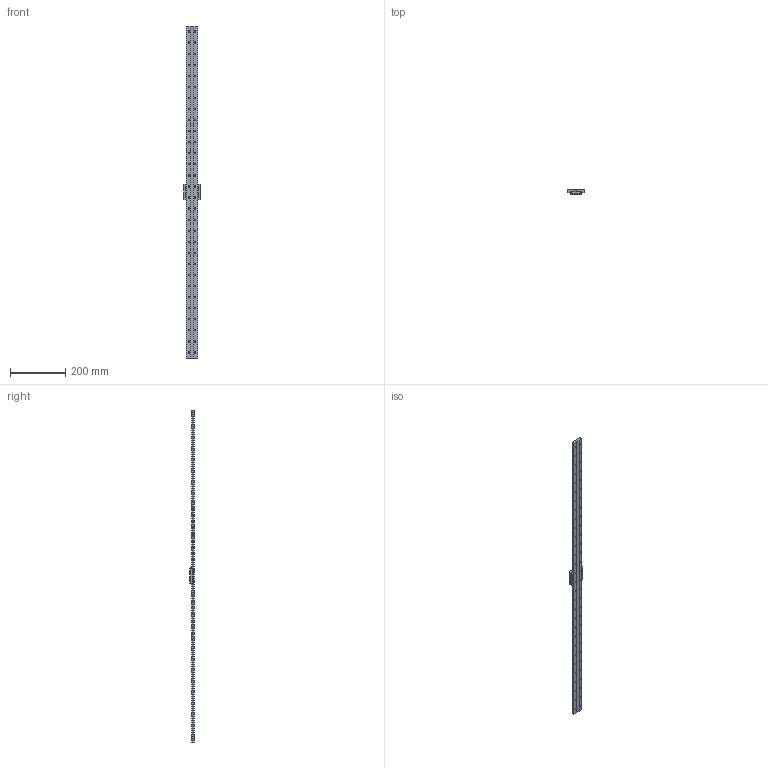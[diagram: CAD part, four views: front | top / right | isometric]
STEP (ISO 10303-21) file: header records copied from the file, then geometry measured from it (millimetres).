
FILE_DESCRIPTION (( 'STEP AP214' ), '1' );
FILE_NAME ('Linear-Guide-PE151200ARK1PCT-20-20-NSK.step', '2023-02-14T10:06:43', ( '' ), ( '' ), 'SwSTEP 2.0', 'SolidWorks 2010', '' );
FILE_SCHEMA (( 'AUTOMOTIVE_DESIGN' ));
Length unit declared in the file: millimetre
Products named in the file (7): Rail-P1E151200PKNPCT-20-20-NSK_Rail-P1E151200PKNPCT-20-20-NSK; Slider-PAE15ARS-NSK_Slider-PAE15ARS-NSK; End-Cap-PAE15ARS-NSK_End-Cap-PAE15ARS-NSK; End-Seal-PAE15ARS-NSK_End-Seal-PAE15ARS-NSK; Greasing-Nipple-3-NSK_Greasing-Nipple-3-NSK; Linear-Guide-PE151200ARK1PCT-20-20-NSK
Assembly tree (7 placements, depth 3):
  Linear-Guide-PE151200ARK1PCT-20-20-NSK
    Slider-PAE15ARS-NSK_Slider-PAE15ARS-NSK
      End-Seal-PAE15ARS-NSK_End-Seal-PAE15ARS-NSK  x2
      Greasing-Nipple-3-NSK_Greasing-Nipple-3-NSK
      End-Cap-PAE15ARS-NSK_End-Cap-PAE15ARS-NSK
      Slider-PAE15ARS-NSK_Slider-PAE15ARS-NSK
    Rail-P1E151200PKNPCT-20-20-NSK_Rail-P1E151200PKNPCT-20-20-NSK
Bounding box: 60 x 16 x 1200 mm (x, y, z)
Volume: 444921.9 mm3; surface area: 155098.1 mm2
Topology: 5 solids, 6 shells, 847 faces, 2073 edges, 1292 vertices
Faces by surface type: cylinder 348, cone 258, plane 237, sphere 4
Full cylindrical faces by diameter (mm): 3.175 x2
Entity records: 24033 total; most frequent: DIRECTION 4489, CARTESIAN_POINT 3972, ORIENTED_EDGE 3878, EDGE_CURVE 1939, AXIS2_PLACEMENT_3D 1738, VERTEX_POINT 1209, LINE 1013, VECTOR 1013
